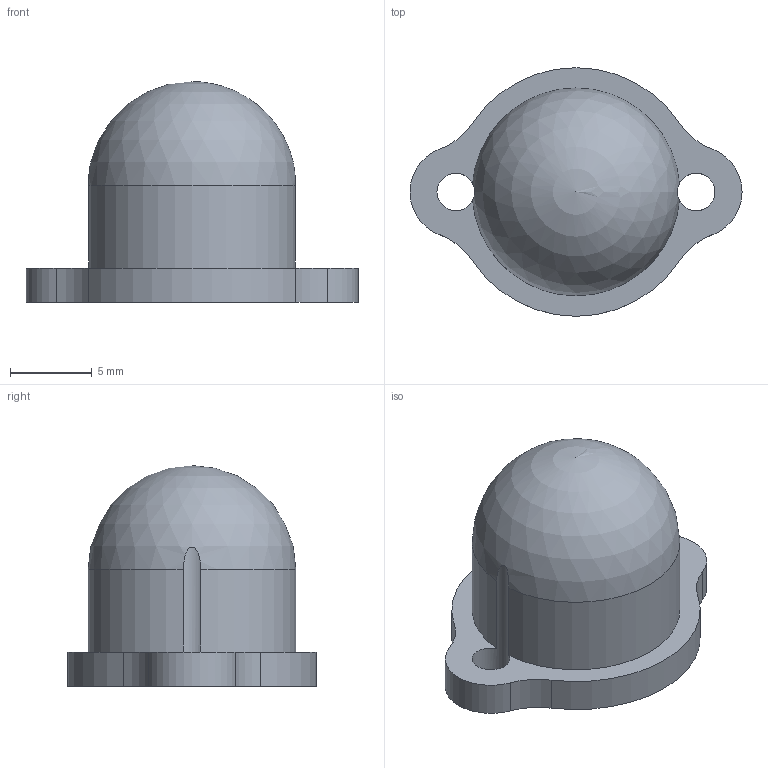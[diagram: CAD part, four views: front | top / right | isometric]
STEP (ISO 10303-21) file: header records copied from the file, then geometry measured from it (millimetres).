
FILE_DESCRIPTION(/* description */ ('Unknown'),/* implementation_level */ '2;1');
FILE_NAME(/* name */ 'Caster-HW',/* time_stamp */ '2021-05-28T18:03:24-05:00',/* author */ ('Unknown'),/* organization */ ('Unknown'),/* preprocessor_version */ 'ST-DEVELOPER v16.7',/* originating_system */ 'Solid Edge',/* authorisation */ 'Unknown');
FILE_SCHEMA (('AUTOMOTIVE_DESIGN {1 0 10303 214 3 1 1}'));
Length unit declared in the file: millimetre
Products named in the file (1): Caster
Bounding box: 20.3 x 15.2 x 13.5 mm (x, y, z)
Volume: 1591.4 mm3; surface area: 869.2 mm2
Topology: 1 solids, 1 shells, 15 faces, 44 edges, 29 vertices
Faces by surface type: cylinder 12, plane 2, sphere 1
Full cylindrical faces by diameter (mm): 2.3 x2
Entity records: 530 total; most frequent: CARTESIAN_POINT 104, DIRECTION 92, ORIENTED_EDGE 76, AXIS2_PLACEMENT_3D 40, EDGE_CURVE 38, VERTEX_POINT 26, CIRCLE 24, EDGE_LOOP 20
